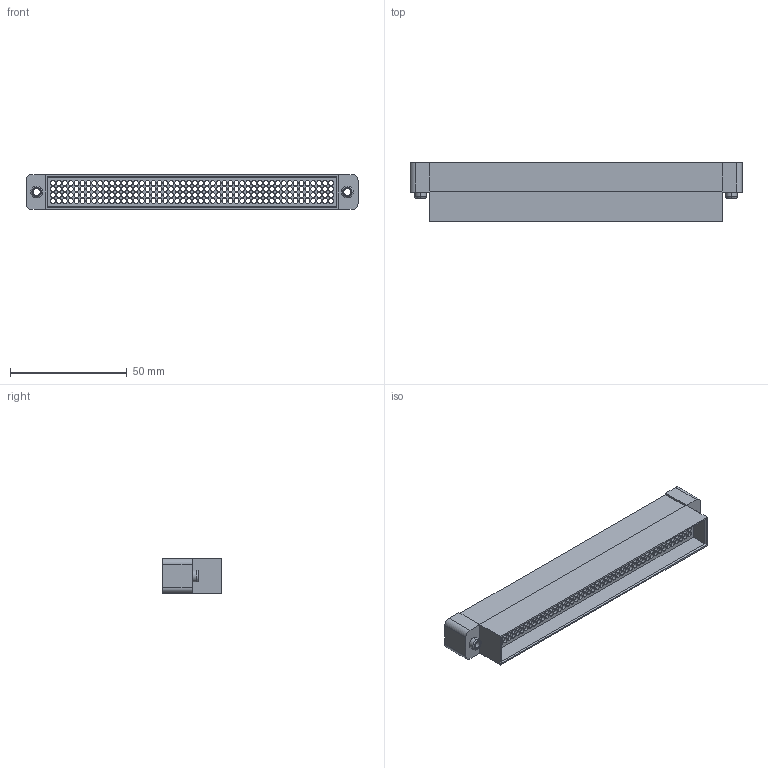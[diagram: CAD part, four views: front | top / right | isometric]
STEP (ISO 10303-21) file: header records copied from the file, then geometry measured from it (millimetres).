
FILE_DESCRIPTION (( 'STEP AP214' ), '1' );
FILE_NAME ('23944~0.STEP', '2018-07-25T08:59:19', ( '' ), ( '' ), 'SwSTEP 2.0', 'SolidWorks 2018', '' );
FILE_SCHEMA (( 'AUTOMOTIVE_DESIGN' ));
Length unit declared in the file: inch
Products named in the file (1): 23944~0
Bounding box: 142.49 x 25.22 x 14.99 mm (x, y, z)
Volume: 23613.8 mm3; surface area: 35659.5 mm2
Topology: 1 solids, 1 shells, 439 faces, 1288 edges, 856 vertices
Faces by surface type: cylinder 404, plane 31, bspline 4
Entity records: 20896 total; most frequent: DIRECTION 2968, CARTESIAN_POINT 2656, ORIENTED_EDGE 2576, EDGE_CURVE 1288, AXIS2_PLACEMENT_3D 1248, VERTEX_POINT 856, EDGE_LOOP 832, CIRCLE 812
